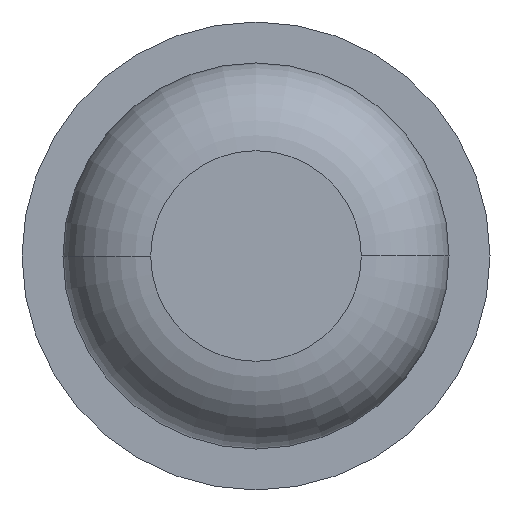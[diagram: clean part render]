
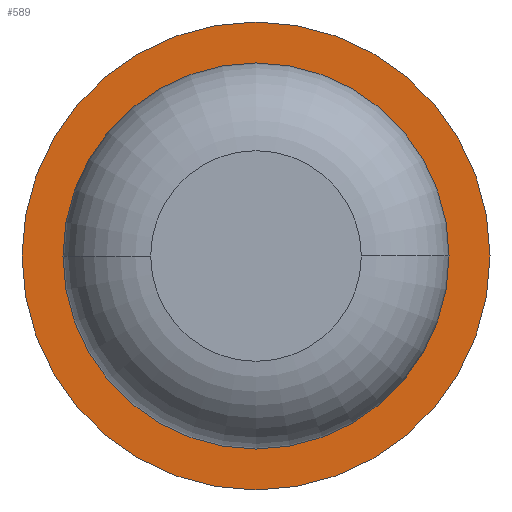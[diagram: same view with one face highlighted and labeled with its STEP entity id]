
A CAD part, front view. The second image highlights one B-rep face of the part: STEP entity #589.
In plain terms, the highlighted planar face has unit normal (0, -1, 0).
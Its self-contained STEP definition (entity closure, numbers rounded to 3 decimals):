
#2 = ORIENTED_EDGE ( 'NONE', *, *, #1086, .F. ) ;
#64 = DIRECTION ( 'NONE',  ( -1., 0., 0. ) ) ;
#112 = DIRECTION ( 'NONE',  ( 0., 1., 0. ) ) ;
#150 = CIRCLE ( 'NONE', #1368, 0.825 ) ;
#391 = ORIENTED_EDGE ( 'NONE', *, *, #2640, .F. ) ;
#401 = FACE_OUTER_BOUND ( 'NONE', #4166, .T. ) ;
#589 = ADVANCED_FACE ( 'Defeature ausgef�hrt1_44', ( #401, #2192 ), #3331, .F. ) ;
#767 = DIRECTION ( 'NONE',  ( 0., 1., 0. ) ) ;
#787 = DIRECTION ( 'NONE',  ( 0., 1., 0. ) ) ;
#922 = CIRCLE ( 'NONE', #2040, 1. ) ;
#1073 = VERTEX_POINT ( 'NONE', #3915 ) ;
#1086 = EDGE_CURVE ( 'Defeature ausgef�hrt1_45+Defeature ausgef�hrt1_44+Defeature ausgef�hrt1_44+Defeature ausgef�hrt1_44', #1732, #3710, #922, .T. ) ;
#1117 = CARTESIAN_POINT ( 'NONE',  ( 0., -6., 0. ) ) ;
#1304 = CARTESIAN_POINT ( 'NONE',  ( 0., -6., 0. ) ) ;
#1368 = AXIS2_PLACEMENT_3D ( 'NONE', #3841, #3876, #1917 ) ;
#1372 = CARTESIAN_POINT ( 'NONE',  ( 0.825, -6., 0. ) ) ;
#1421 = DIRECTION ( 'NONE',  ( -1., 0., 0. ) ) ;
#1438 = EDGE_CURVE ( 'Defeature ausgef�hrt1_44+Defeature ausgef�hrt1_39+Defeature ausgef�hrt1_39+Defeature ausgef�hrt1_39', #1073, #3611, #150, .T. ) ;
#1732 = VERTEX_POINT ( 'NONE', #3572 ) ;
#1752 = ORIENTED_EDGE ( 'NONE', *, *, #3677, .T. ) ;
#1899 = ORIENTED_EDGE ( 'NONE', *, *, #1438, .T. ) ;
#1917 = DIRECTION ( 'NONE',  ( -1., 0., 0. ) ) ;
#2040 = AXIS2_PLACEMENT_3D ( 'NONE', #1304, #2983, #3296 ) ;
#2103 = CIRCLE ( 'NONE', #2674, 1. ) ;
#2192 = FACE_BOUND ( 'NONE', #2607, .T. ) ;
#2607 = EDGE_LOOP ( 'NONE', ( #1899, #1752 ) ) ;
#2640 = EDGE_CURVE ( 'Defeature ausgef�hrt1_45+Defeature ausgef�hrt1_44+Defeature ausgef�hrt1_44+Defeature ausgef�hrt1_44', #3710, #1732, #2103, .T. ) ;
#2674 = AXIS2_PLACEMENT_3D ( 'NONE', #3428, #767, #64 ) ;
#2732 = AXIS2_PLACEMENT_3D ( 'NONE', #1117, #787, #3110 ) ;
#2856 = AXIS2_PLACEMENT_3D ( 'NONE', #1372, #112, #1421 ) ;
#2983 = DIRECTION ( 'NONE',  ( 0., 1., 0. ) ) ;
#3110 = DIRECTION ( 'NONE',  ( -1., 0., 0. ) ) ;
#3141 = CARTESIAN_POINT ( 'NONE',  ( 1., -6., 0. ) ) ;
#3296 = DIRECTION ( 'NONE',  ( -1., 0., 0. ) ) ;
#3331 = PLANE ( 'NONE',  #2856 ) ;
#3428 = CARTESIAN_POINT ( 'NONE',  ( 0., -6., 0. ) ) ;
#3572 = CARTESIAN_POINT ( 'NONE',  ( -1., -6., 0. ) ) ;
#3611 = VERTEX_POINT ( 'NONE', #4086 ) ;
#3677 = EDGE_CURVE ( 'Defeature ausgef�hrt1_44+Defeature ausgef�hrt1_39+Defeature ausgef�hrt1_39+Defeature ausgef�hrt1_39', #3611, #1073, #4117, .T. ) ;
#3710 = VERTEX_POINT ( 'NONE', #3141 ) ;
#3841 = CARTESIAN_POINT ( 'NONE',  ( 0., -6., 0. ) ) ;
#3876 = DIRECTION ( 'NONE',  ( 0., 1., 0. ) ) ;
#3915 = CARTESIAN_POINT ( 'NONE',  ( -0.825, -6., 0. ) ) ;
#4086 = CARTESIAN_POINT ( 'NONE',  ( 0.825, -6., 0. ) ) ;
#4117 = CIRCLE ( 'NONE', #2732, 0.825 ) ;
#4166 = EDGE_LOOP ( 'NONE', ( #2, #391 ) ) ;
